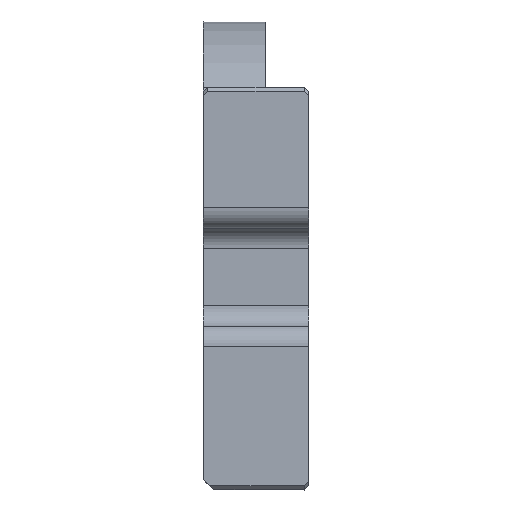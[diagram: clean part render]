
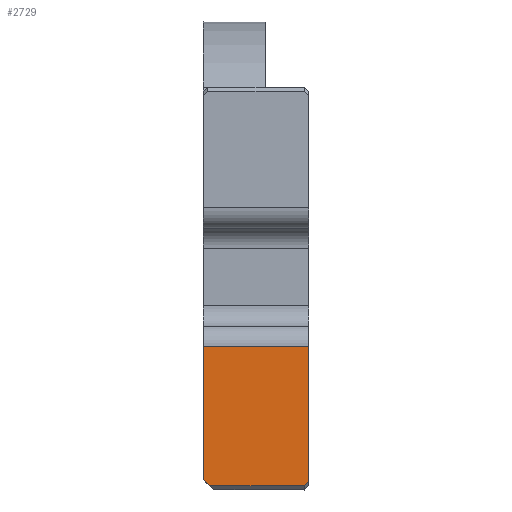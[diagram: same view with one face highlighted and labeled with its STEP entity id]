
A CAD part, left-side view. The second image highlights one B-rep face of the part: STEP entity #2729.
In plain terms, the highlighted planar face has unit normal (-1, 0, 0).
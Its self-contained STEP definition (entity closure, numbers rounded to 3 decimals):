
#95=PLANE('',#2963);
#213=FACE_OUTER_BOUND('',#384,.T.);
#384=EDGE_LOOP('',(#2123,#2124,#2125,#2126,#2127,#2128));
#565=LINE('',#4102,#835);
#626=LINE('',#4317,#896);
#627=LINE('',#4320,#897);
#628=LINE('',#4322,#898);
#629=LINE('',#4324,#899);
#630=LINE('',#4325,#900);
#835=VECTOR('',#3242,10.);
#896=VECTOR('',#3451,2.);
#897=VECTOR('',#3454,1000.);
#898=VECTOR('',#3455,1000.);
#899=VECTOR('',#3456,10.);
#900=VECTOR('',#3457,10.);
#1248=VERTEX_POINT('',#4099);
#1249=VERTEX_POINT('',#4101);
#1310=VERTEX_POINT('',#4313);
#1312=VERTEX_POINT('',#4319);
#1313=VERTEX_POINT('',#4321);
#1314=VERTEX_POINT('',#4323);
#1515=EDGE_CURVE('',#1248,#1249,#565,.T.);
#1612=EDGE_CURVE('',#1249,#1310,#626,.T.);
#1613=EDGE_CURVE('',#1312,#1248,#627,.T.);
#1614=EDGE_CURVE('',#1313,#1312,#628,.T.);
#1615=EDGE_CURVE('',#1313,#1314,#629,.T.);
#1616=EDGE_CURVE('',#1310,#1314,#630,.T.);
#2123=ORIENTED_EDGE('',*,*,#1612,.F.);
#2124=ORIENTED_EDGE('',*,*,#1515,.F.);
#2125=ORIENTED_EDGE('',*,*,#1613,.F.);
#2126=ORIENTED_EDGE('',*,*,#1614,.F.);
#2127=ORIENTED_EDGE('',*,*,#1615,.T.);
#2128=ORIENTED_EDGE('',*,*,#1616,.F.);
#2729=ADVANCED_FACE('',(#213),#95,.T.);
#2963=AXIS2_PLACEMENT_3D('',#4318,#3452,#3453);
#3242=DIRECTION('',(0.,0.,1.));
#3451=DIRECTION('',(0.,-1.,0.));
#3452=DIRECTION('center_axis',(-1.,0.,0.));
#3453=DIRECTION('ref_axis',(0.,0.,-1.));
#3454=DIRECTION('',(0.,0.707,0.707));
#3455=DIRECTION('',(0.,1.,0.));
#3456=DIRECTION('',(0.,-0.707,0.707));
#3457=DIRECTION('',(0.,0.,-1.));
#4099=CARTESIAN_POINT('',(-10.455,232.05,-19.25));
#4101=CARTESIAN_POINT('',(-10.455,232.05,-6.62));
#4102=CARTESIAN_POINT('',(-10.455,232.05,8.438));
#4313=CARTESIAN_POINT('',(-10.455,222.05,-6.62));
#4317=CARTESIAN_POINT('',(-10.455,222.05,-6.62));
#4318=CARTESIAN_POINT('Origin',(-10.455,226.05,18.));
#4319=CARTESIAN_POINT('',(-10.455,231.45,-19.85));
#4320=CARTESIAN_POINT('',(-10.455,239.613,-11.687));
#4321=CARTESIAN_POINT('',(-10.455,222.45,-19.85));
#4322=CARTESIAN_POINT('',(-10.455,226.05,-19.85));
#4323=CARTESIAN_POINT('',(-10.455,222.05,-19.45));
#4324=CARTESIAN_POINT('',(-10.455,213.988,-11.387));
#4325=CARTESIAN_POINT('',(-10.455,222.05,8.438));
